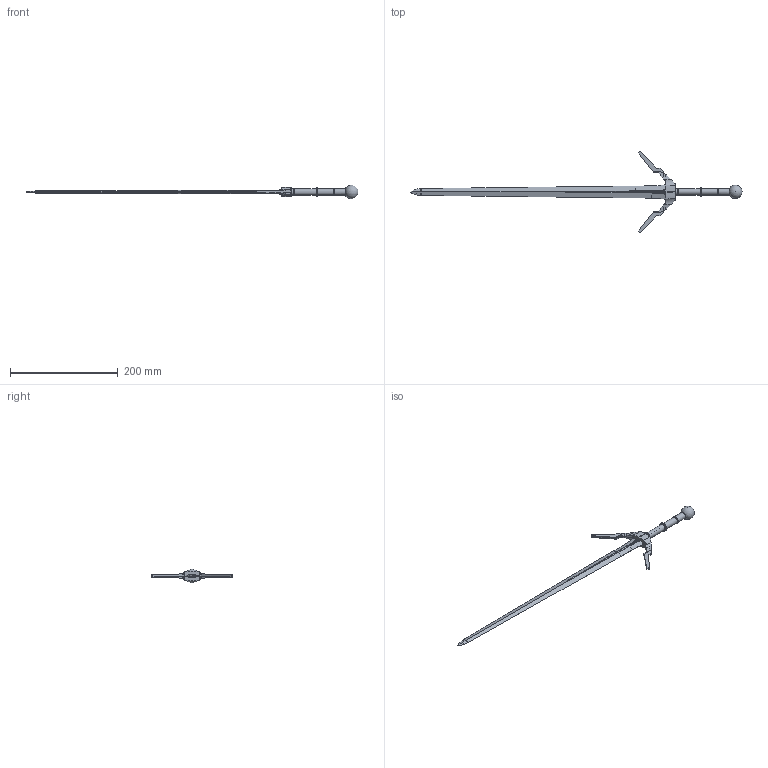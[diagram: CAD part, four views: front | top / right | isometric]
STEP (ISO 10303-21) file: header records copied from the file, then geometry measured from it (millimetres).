
FILE_DESCRIPTION(/* description */ (''),/* implementation_level */ '2;1');
FILE_NAME(/* name */ '83b0f315-e9ef-4119-9674-d7ba88d5ea11.stp',/* time_stamp */ '2023-07-04T13:55:31Z',/* author */ (''),/* organization */ (''),/* preprocessor_version */ 'ST-DEVELOPER v20',/* originating_system */ 'Autodesk Translation Framework v12.9.0.99',/* authorisation */ '');
FILE_SCHEMA (('AUTOMOTIVE_DESIGN { 1 0 10303 214 3 1 1 }'));
Length unit declared in the file: millimetre
Products named in the file (1): Witcher 3 Wolf silver sword
Bounding box: 617.4 x 151.51 x 25 mm (x, y, z)
Volume: 61903.2 mm3; surface area: 55341.8 mm2
Topology: 19 solids, 19 shells, 245 faces, 602 edges, 393 vertices
Faces by surface type: plane 129, bspline 63, cylinder 52, sphere 1
Entity records: 10574 total; most frequent: CARTESIAN_POINT 5145, ORIENTED_EDGE 1200, DIRECTION 940, EDGE_CURVE 600, VERTEX_POINT 393, AXIS2_PLACEMENT_3D 320, LINE 300, VECTOR 300
